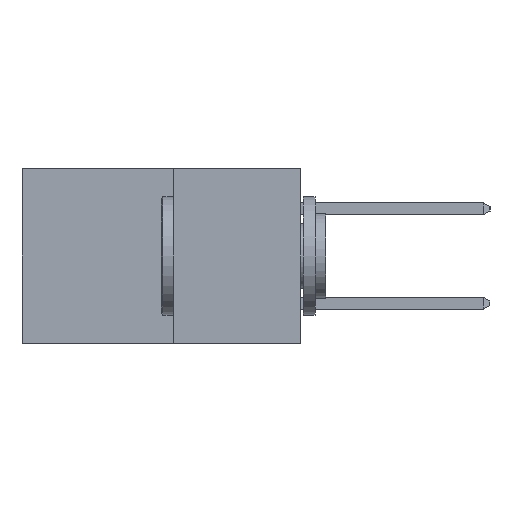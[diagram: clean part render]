
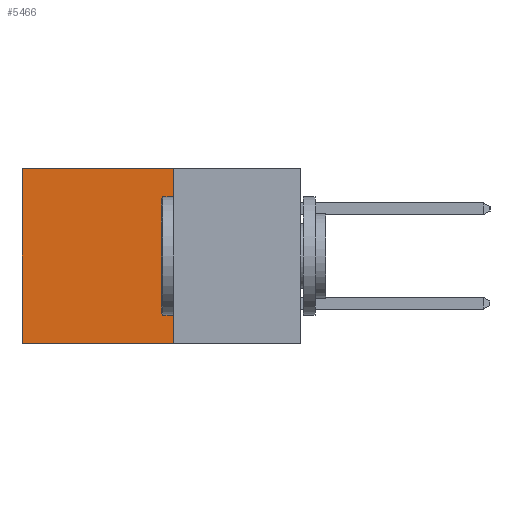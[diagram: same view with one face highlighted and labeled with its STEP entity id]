
A CAD part, left-side view. The second image highlights one B-rep face of the part: STEP entity #5466.
In plain terms, the highlighted planar face has unit normal (-1, 0, 0).
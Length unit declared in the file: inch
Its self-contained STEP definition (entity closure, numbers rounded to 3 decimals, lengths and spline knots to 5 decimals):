
#171 = EDGE_CURVE ( 'NONE', #2079, #5433, #1238, .T. ) ;
#230 = VERTEX_POINT ( 'NONE', #9305 ) ;
#419 = ORIENTED_EDGE ( 'NONE', *, *, #10071, .F. ) ;
#628 = CARTESIAN_POINT ( 'NONE',  ( 0.277, 0.27, -0.37 ) ) ;
#1238 = LINE ( 'NONE', #9635, #5595 ) ;
#1337 = DIRECTION ( 'NONE',  ( 0., 0., -1. ) ) ;
#1363 = DIRECTION ( 'NONE',  ( 1., 0., 0. ) ) ;
#1369 = CARTESIAN_POINT ( 'NONE',  ( 0.277, 0.27, -0.37 ) ) ;
#1396 = PLANE ( 'NONE',  #5340 ) ;
#1652 = LINE ( 'NONE', #2427, #3394 ) ;
#1729 = CARTESIAN_POINT ( 'NONE',  ( 0.277, 0.59, 0. ) ) ;
#2079 = VERTEX_POINT ( 'NONE', #6050 ) ;
#2427 = CARTESIAN_POINT ( 'NONE',  ( 0.277, 0.27, -0.37 ) ) ;
#3121 = EDGE_LOOP ( 'NONE', ( #4189, #8738, #419, #4042 ) ) ;
#3319 = DIRECTION ( 'NONE',  ( 0., 0., -1. ) ) ;
#3394 = VECTOR ( 'NONE', #3319, 39.37008 ) ;
#4042 = ORIENTED_EDGE ( 'NONE', *, *, #171, .T. ) ;
#4189 = ORIENTED_EDGE ( 'NONE', *, *, #10060, .T. ) ;
#4328 = DIRECTION ( 'NONE',  ( 0., 1., 0. ) ) ;
#5236 = CARTESIAN_POINT ( 'NONE',  ( 0.277, 0.59, -0.37 ) ) ;
#5340 = AXIS2_PLACEMENT_3D ( 'NONE', #1369, #1363, #1337 ) ;
#5433 = VERTEX_POINT ( 'NONE', #1729 ) ;
#5466 = ADVANCED_FACE ( 'NONE', ( #8812 ), #1396, .F. ) ;
#5595 = VECTOR ( 'NONE', #4328, 39.37008 ) ;
#6029 = EDGE_CURVE ( 'NONE', #230, #7459, #8261, .T. ) ;
#6050 = CARTESIAN_POINT ( 'NONE',  ( 0.277, 0.27, 0. ) ) ;
#6154 = VECTOR ( 'NONE', #9817, 39.37008 ) ;
#7459 = VERTEX_POINT ( 'NONE', #5236 ) ;
#7516 = CARTESIAN_POINT ( 'NONE',  ( 0.277, 0.59, -0.37 ) ) ;
#8114 = LINE ( 'NONE', #7516, #10356 ) ;
#8261 = LINE ( 'NONE', #628, #6154 ) ;
#8738 = ORIENTED_EDGE ( 'NONE', *, *, #6029, .F. ) ;
#8812 = FACE_OUTER_BOUND ( 'NONE', #3121, .T. ) ;
#9034 = DIRECTION ( 'NONE',  ( 0., 0., -1. ) ) ;
#9305 = CARTESIAN_POINT ( 'NONE',  ( 0.277, 0.27, -0.37 ) ) ;
#9635 = CARTESIAN_POINT ( 'NONE',  ( 0.277, 0.27, 0. ) ) ;
#9817 = DIRECTION ( 'NONE',  ( 0., 1., 0. ) ) ;
#10060 = EDGE_CURVE ( 'NONE', #5433, #7459, #8114, .T. ) ;
#10071 = EDGE_CURVE ( 'NONE', #2079, #230, #1652, .T. ) ;
#10356 = VECTOR ( 'NONE', #9034, 39.37008 ) ;
